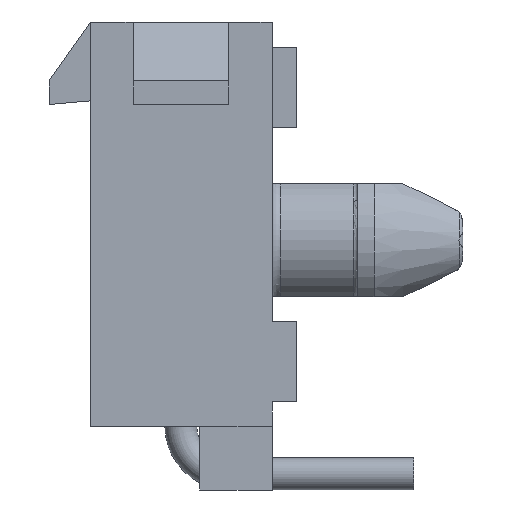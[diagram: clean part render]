
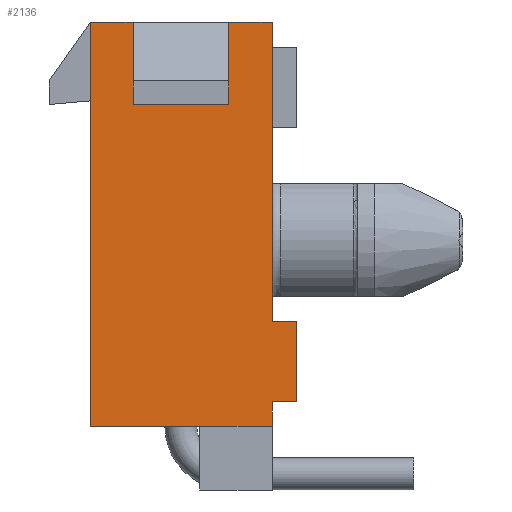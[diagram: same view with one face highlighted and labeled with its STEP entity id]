
A CAD part, left-side view. The second image highlights one B-rep face of the part: STEP entity #2136.
In plain terms, the highlighted planar face has unit normal (-1, 0, 0).
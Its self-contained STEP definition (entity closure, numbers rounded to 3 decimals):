
#138=DIRECTION('',(0.,-1.,0.));
#139=VECTOR('',#138,1.346);
#140=CARTESIAN_POINT('',(-4.928,2.845,0.));
#141=LINE('',#140,#139);
#162=DIRECTION('',(0.,-1.,0.));
#163=VECTOR('',#162,1.372);
#164=CARTESIAN_POINT('',(-4.928,-1.499,0.));
#165=LINE('',#164,#163);
#230=DIRECTION('',(0.,-1.,0.));
#231=VECTOR('',#230,0.762);
#232=CARTESIAN_POINT('',(-4.928,-2.87,-9.398));
#233=LINE('',#232,#231);
#234=DIRECTION('',(0.,0.,-1.));
#235=VECTOR('',#234,12.7);
#236=CARTESIAN_POINT('',(-4.928,2.845,0.));
#237=LINE('',#236,#235);
#238=DIRECTION('',(0.,0.,-1.));
#239=VECTOR('',#238,2.477);
#240=CARTESIAN_POINT('',(-4.928,1.499,0.));
#241=LINE('',#240,#239);
#242=DIRECTION('',(0.,1.,0.));
#243=VECTOR('',#242,2.997);
#244=CARTESIAN_POINT('',(-4.928,-1.499,-2.477));
#245=LINE('',#244,#243);
#246=DIRECTION('',(0.,0.,-1.));
#247=VECTOR('',#246,2.477);
#248=CARTESIAN_POINT('',(-4.928,-1.499,0.));
#249=LINE('',#248,#247);
#290=DIRECTION('',(0.,0.,-1.));
#291=VECTOR('',#290,0.762);
#292=CARTESIAN_POINT('',(-4.928,-2.87,-11.938));
#293=LINE('',#292,#291);
#306=DIRECTION('',(0.,0.,-1.));
#307=VECTOR('',#306,9.398);
#308=CARTESIAN_POINT('',(-4.928,-2.87,0.));
#309=LINE('',#308,#307);
#374=DIRECTION('',(0.,0.,-1.));
#375=VECTOR('',#374,2.54);
#376=CARTESIAN_POINT('',(-4.928,-3.632,-9.398));
#377=LINE('',#376,#375);
#434=DIRECTION('',(0.,-1.,0.));
#435=VECTOR('',#434,0.762);
#436=CARTESIAN_POINT('',(-4.928,-2.87,-11.938));
#437=LINE('',#436,#435);
#550=DIRECTION('',(0.,-1.,0.));
#551=VECTOR('',#550,5.715);
#552=CARTESIAN_POINT('',(-4.928,2.845,-12.7));
#553=LINE('',#552,#551);
#1688=CARTESIAN_POINT('',(-4.928,-2.87,0.));
#1690=VERTEX_POINT('',#1688);
#1694=CARTESIAN_POINT('',(-4.928,2.845,-12.7));
#1695=CARTESIAN_POINT('',(-4.928,-2.87,-12.7));
#1696=VERTEX_POINT('',#1694);
#1697=VERTEX_POINT('',#1695);
#1702=CARTESIAN_POINT('',(-4.928,2.845,0.));
#1703=VERTEX_POINT('',#1702);
#1740=CARTESIAN_POINT('',(-4.928,-1.499,0.));
#1741=CARTESIAN_POINT('',(-4.928,1.499,0.));
#1742=VERTEX_POINT('',#1740);
#1743=VERTEX_POINT('',#1741);
#1744=CARTESIAN_POINT('',(-4.928,-1.499,-2.477));
#1745=VERTEX_POINT('',#1744);
#1746=CARTESIAN_POINT('',(-4.928,1.499,-2.477));
#1747=VERTEX_POINT('',#1746);
#1752=CARTESIAN_POINT('',(-4.928,-3.632,-9.398));
#1753=VERTEX_POINT('',#1752);
#1754=CARTESIAN_POINT('',(-4.928,-3.632,-11.938));
#1755=VERTEX_POINT('',#1754);
#1784=CARTESIAN_POINT('',(-4.928,-2.87,-9.398));
#1785=VERTEX_POINT('',#1784);
#1786=CARTESIAN_POINT('',(-4.928,-2.87,-11.938));
#1787=VERTEX_POINT('',#1786);
#2108=CARTESIAN_POINT('',(-4.928,2.845,0.));
#2109=DIRECTION('',(-1.,0.,0.));
#2110=DIRECTION('',(0.,-1.,0.));
#2111=AXIS2_PLACEMENT_3D('',#2108,#2109,#2110);
#2112=PLANE('',#2111);
#2114=ORIENTED_EDGE('',*,*,#2113,.T.);
#2116=ORIENTED_EDGE('',*,*,#2115,.T.);
#2118=ORIENTED_EDGE('',*,*,#2117,.T.);
#2120=ORIENTED_EDGE('',*,*,#2119,.F.);
#2122=ORIENTED_EDGE('',*,*,#2121,.T.);
#2124=ORIENTED_EDGE('',*,*,#2123,.F.);
#2126=ORIENTED_EDGE('',*,*,#2125,.F.);
#2127=ORIENTED_EDGE('',*,*,#2033,.T.);
#2129=ORIENTED_EDGE('',*,*,#2128,.T.);
#2131=ORIENTED_EDGE('',*,*,#2130,.F.);
#2132=ORIENTED_EDGE('',*,*,#2098,.F.);
#2133=ORIENTED_EDGE('',*,*,#2045,.T.);
#2134=EDGE_LOOP('',(#2114,#2116,#2118,#2120,#2122,#2124,#2126,#2127,#2129,#2131,
#2132,#2133));
#2135=FACE_OUTER_BOUND('',#2134,.F.);
#2033=EDGE_CURVE('',#1703,#1743,#141,.T.);
#2045=EDGE_CURVE('',#1742,#1690,#165,.T.);
#2098=EDGE_CURVE('',#1742,#1745,#249,.T.);
#2113=EDGE_CURVE('',#1690,#1785,#309,.T.);
#2115=EDGE_CURVE('',#1785,#1753,#233,.T.);
#2117=EDGE_CURVE('',#1753,#1755,#377,.T.);
#2119=EDGE_CURVE('',#1787,#1755,#437,.T.);
#2121=EDGE_CURVE('',#1787,#1697,#293,.T.);
#2123=EDGE_CURVE('',#1696,#1697,#553,.T.);
#2125=EDGE_CURVE('',#1703,#1696,#237,.T.);
#2128=EDGE_CURVE('',#1743,#1747,#241,.T.);
#2130=EDGE_CURVE('',#1745,#1747,#245,.T.);
#2136=ADVANCED_FACE('',(#2135),#2112,.T.);
